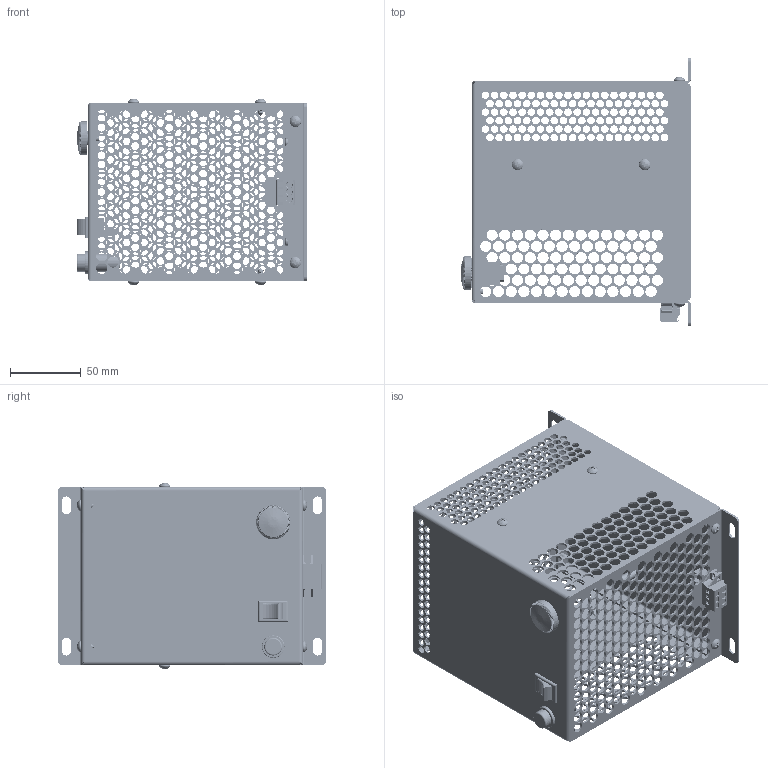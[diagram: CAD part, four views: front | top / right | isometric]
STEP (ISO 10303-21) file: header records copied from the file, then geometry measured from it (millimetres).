
FILE_DESCRIPTION((''),'2;1');
FILE_NAME('1300W_HEATER_ASM_1_ASM','2021-08-20T14:55:17',('alexcam'),(''),'CREO PARAMETRIC BY PTC INC, 2018500','CREO PARAMETRIC BY PTC INC, 2018500','');
FILE_SCHEMA(('CONFIG_CONTROL_DESIGN'));
Products named in the file (12): 1300W_HOUSING_1; PEM_BSO-M3-8_1; KNOB-41621-KH801_1; GRS_4012_CWI_MINI_ROCKER_SWITCH; INDICATOR_LIGHT_RED_1; 721603019042_1; 1300W_HOUSING_ASM_1_ASM; 1300W_BACK_PANEL_1; POPNUT_M4_HEX_CLOSED_STEEL_1; 1300W_BACK_PANEL_ASM_1_ASM; SCREW_4_2X9_5_DIN_7981_1; 1300W_HEATER_ASM_1_ASM
Assembly tree (20 placements, depth 3):
  1300W_HEATER_ASM_1_ASM
    1300W_HOUSING_ASM_1_ASM
      1300W_HOUSING_1
      PEM_BSO-M3-8_1  x2
      KNOB-41621-KH801_1
      GRS_4012_CWI_MINI_ROCKER_SWITCH
      INDICATOR_LIGHT_RED_1
      721603019042_1
    1300W_BACK_PANEL_ASM_1_ASM
      1300W_BACK_PANEL_1
      POPNUT_M4_HEX_CLOSED_STEEL_1  x2
    SCREW_4_2X9_5_DIN_7981_1  x8
Bounding box: 163.44 x 190 x 131.84 mm (x, y, z)
Volume: 161922 mm3; surface area: 244129.2 mm2
Topology: 18 solids, 23 shells, 4162 faces, 12363 edges, 8232 vertices
Faces by surface type: cylinder 2416, plane 1184, bspline 390, cone 81, torus 75, sphere 16
Entity records: 147476 total; most frequent: CARTESIAN_POINT 42883, ORIENTED_EDGE 22248, DIRECTION 20662, EDGE_CURVE 11131, AXIS2_PLACEMENT_3D 8302, VERTEX_POINT 7422, EDGE_LOOP 5944, CIRCLE 4873
